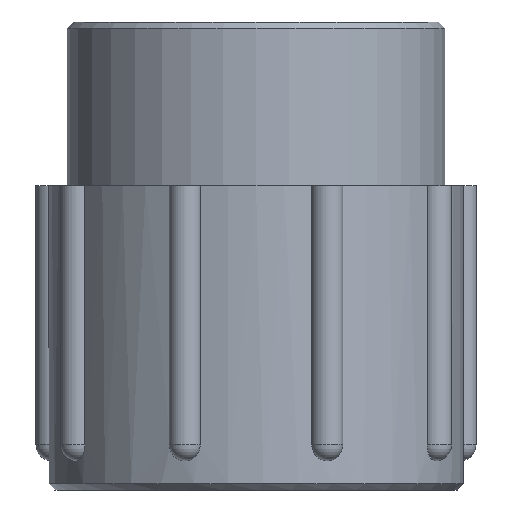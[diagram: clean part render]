
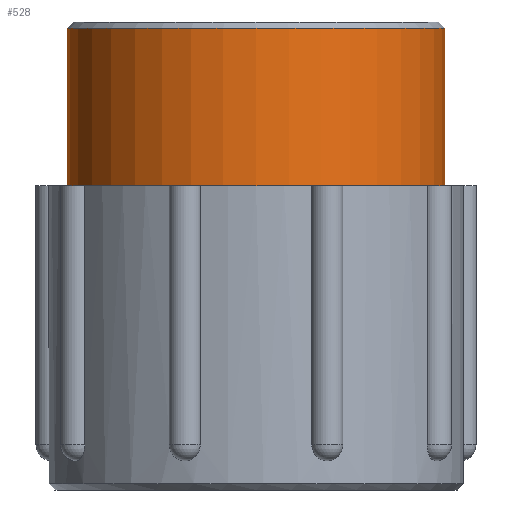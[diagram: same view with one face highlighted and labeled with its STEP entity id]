
A CAD part, front view. The second image highlights one B-rep face of the part: STEP entity #528.
In plain terms, the highlighted cylindrical face has radius 14.9 mm (diameter 29.8 mm), a full revolution.
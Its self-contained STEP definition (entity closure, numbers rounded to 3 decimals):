
#87=FACE_OUTER_BOUND($,#162,.T.);
#112=CYLINDRICAL_SURFACE($,#584,14.9);
#137=FACE_BOUND($,#163,.T.);
#162=EDGE_LOOP($,(#426));
#163=EDGE_LOOP($,(#427));
#204=CIRCLE($,#580,14.9);
#207=CIRCLE($,#585,14.9);
#280=VERTEX_POINT($,#1105);
#283=VERTEX_POINT($,#1113);
#338=EDGE_CURVE($,#280,#280,#204,.T.);
#341=EDGE_CURVE($,#283,#283,#207,.T.);
#426=ORIENTED_EDGE($,*,*,#341,.T.);
#427=ORIENTED_EDGE($,*,*,#338,.F.);
#528=ADVANCED_FACE($,(#87,#137),#112,.T.);
#580=AXIS2_PLACEMENT_3D($,#1106,#700,#701);
#584=AXIS2_PLACEMENT_3D($,#1112,#708,#709);
#585=AXIS2_PLACEMENT_3D($,#1114,#710,#711);
#700=DIRECTION('center_axis',(0.,0.,1.));
#701=DIRECTION('ref_axis',(-1.,0.,0.));
#708=DIRECTION('center_axis',(0.,0.,-1.));
#709=DIRECTION('ref_axis',(-1.,0.,0.));
#710=DIRECTION('center_axis',(0.,0.,1.));
#711=DIRECTION('ref_axis',(-1.,0.,0.));
#1105=CARTESIAN_POINT('',(14.9,0.,36.4));
#1106=CARTESIAN_POINT('Origin',(0.,0.,36.4));
#1112=CARTESIAN_POINT('Origin',(0.,0.,36.9));
#1113=CARTESIAN_POINT('',(14.9,0.,24.));
#1114=CARTESIAN_POINT('Origin',(0.,0.,24.));
